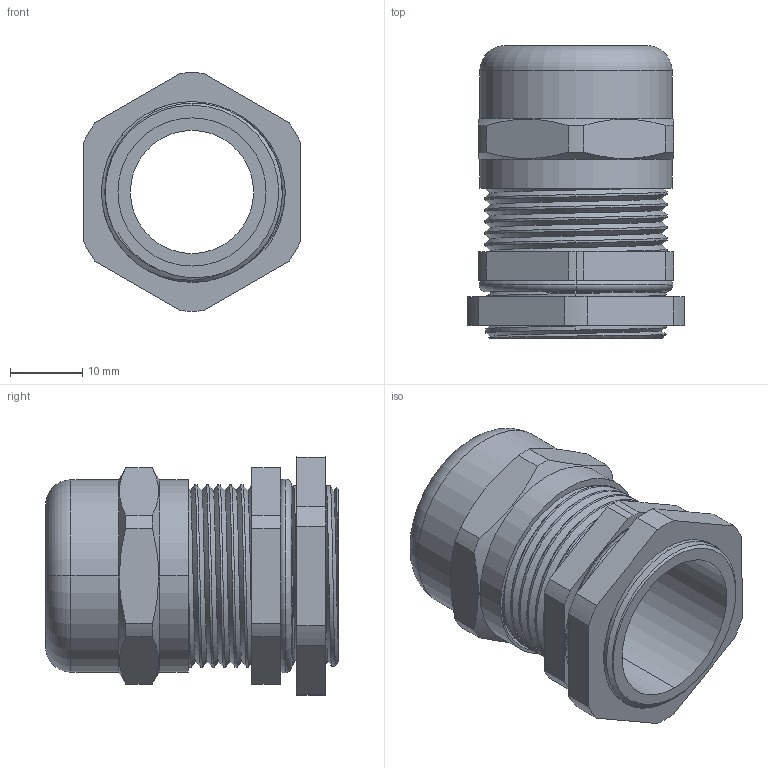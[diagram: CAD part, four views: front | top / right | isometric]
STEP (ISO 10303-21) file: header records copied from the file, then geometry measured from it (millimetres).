
FILE_DESCRIPTION (( 'STEP AP203' ), '1' );
FILE_NAME ('BMBCX-E3.step', '2016-02-11T13:24:59', ( '' ), ( '' ), 'SwSTEP 2.0', 'SolidWorks 2015', '' );
FILE_SCHEMA (( 'CONFIG_CONTROL_DESIGN' ));
Length unit declared in the file: millimetre
Products named in the file (1): BMBCX-E3
Bounding box: 30 x 40.5 x 32.99 mm (x, y, z)
Volume: 10246 mm3; surface area: 15601 mm2
Topology: 6 solids, 6 shells, 256 faces, 713 edges, 470 vertices
Faces by surface type: plane 133, cylinder 91, torus 12, bspline 11, cone 9
Entity records: 13094 total; most frequent: CARTESIAN_POINT 6672, ORIENTED_EDGE 1426, DIRECTION 1270, EDGE_CURVE 713, VERTEX_POINT 470, AXIS2_PLACEMENT_3D 463, LINE 344, VECTOR 344
